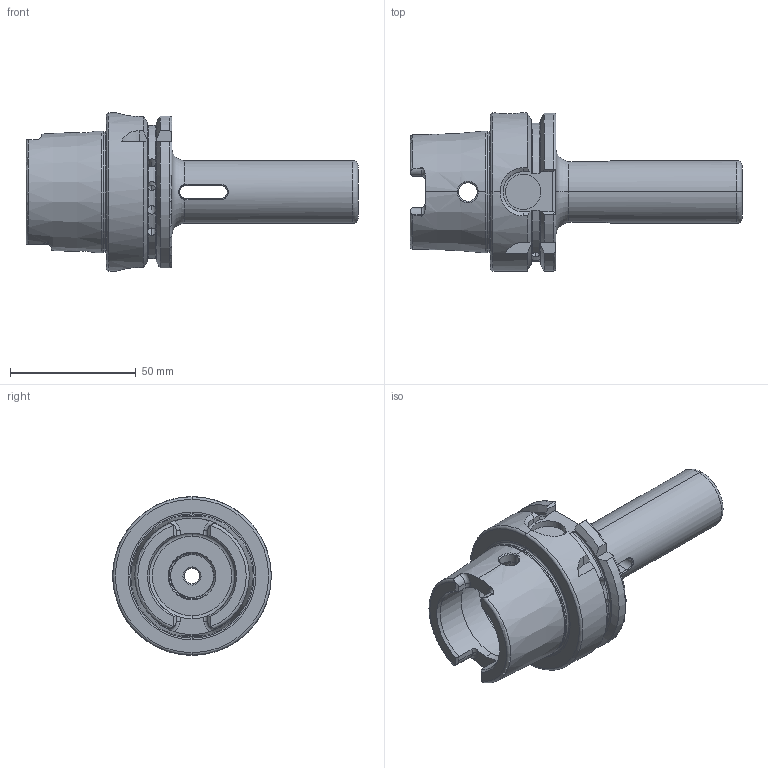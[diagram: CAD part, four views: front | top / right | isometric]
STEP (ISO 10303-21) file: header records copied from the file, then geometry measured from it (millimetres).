
FILE_DESCRIPTION (( 'STEP AP203' ), '1' );
FILE_NAME ('A63.07.01.STEP', '2016-10-11T02:15:30', ( '' ), ( '' ), 'SwSTEP 2.0', 'SolidWorks 2012', '' );
FILE_SCHEMA (( 'CONFIG_CONTROL_DESIGN' ));
Length unit declared in the file: millimetre
Products named in the file (1): A63.07.01
Bounding box: 132 x 63 x 63 mm (x, y, z)
Volume: 109362.3 mm3; surface area: 31653.1 mm2
Topology: 1 solids, 1 shells, 236 faces, 639 edges, 396 vertices
Faces by surface type: cylinder 80, plane 68, cone 33, torus 33, bspline 22
Entity records: 18768 total; most frequent: CARTESIAN_POINT 13243, ORIENTED_EDGE 1258, DIRECTION 1003, EDGE_CURVE 629, VERTEX_POINT 396, AXIS2_PLACEMENT_3D 395, EDGE_LOOP 247, ADVANCED_FACE 236
